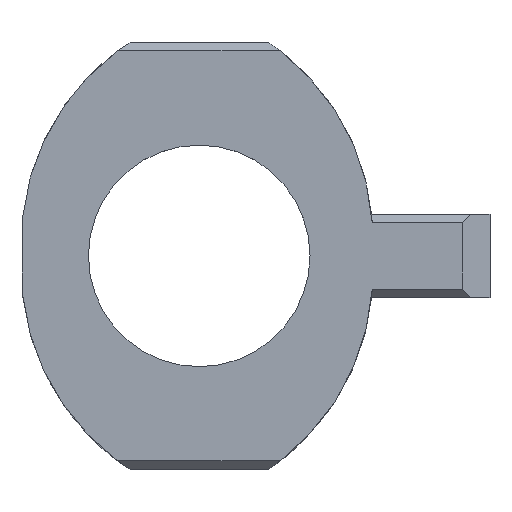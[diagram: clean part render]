
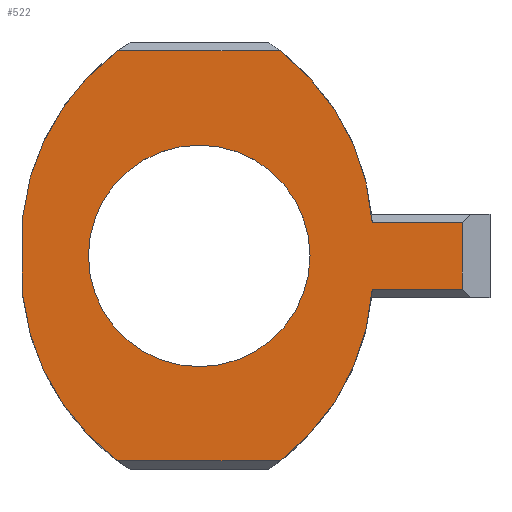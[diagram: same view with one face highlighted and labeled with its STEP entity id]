
A CAD part, top view. The second image highlights one B-rep face of the part: STEP entity #522.
In plain terms, the highlighted planar face has unit normal (0, 0, 1).
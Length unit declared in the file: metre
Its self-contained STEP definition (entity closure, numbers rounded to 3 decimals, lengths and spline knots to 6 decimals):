
#47=LINE('',#915,#82);
#48=LINE('',#918,#83);
#49=LINE('',#919,#84);
#50=LINE('',#920,#85);
#51=LINE('',#921,#86);
#82=VECTOR('',#728,1.);
#83=VECTOR('',#729,1.);
#84=VECTOR('',#730,1.);
#85=VECTOR('',#731,1.);
#86=VECTOR('',#732,1.);
#98=PLANE('',#594);
#115=CIRCLE('',#561,0.017);
#117=CIRCLE('',#567,0.017);
#120=CIRCLE('',#574,0.017);
#124=CIRCLE('',#585,0.017);
#128=CIRCLE('',#593,0.008);
#201=ORIENTED_EDGE('',*,*,#325,.F.);
#202=ORIENTED_EDGE('',*,*,#326,.T.);
#203=ORIENTED_EDGE('',*,*,#327,.T.);
#204=ORIENTED_EDGE('',*,*,#320,.F.);
#205=ORIENTED_EDGE('',*,*,#328,.T.);
#206=ORIENTED_EDGE('',*,*,#283,.F.);
#207=ORIENTED_EDGE('',*,*,#289,.T.);
#208=ORIENTED_EDGE('',*,*,#329,.T.);
#209=ORIENTED_EDGE('',*,*,#298,.T.);
#210=ORIENTED_EDGE('',*,*,#330,.T.);
#283=EDGE_CURVE('',#351,#352,#115,.T.);
#289=EDGE_CURVE('',#351,#356,#117,.T.);
#298=EDGE_CURVE('',#364,#363,#120,.T.);
#320=EDGE_CURVE('',#380,#381,#124,.T.);
#325=EDGE_CURVE('',#385,#385,#128,.T.);
#326=EDGE_CURVE('',#386,#387,#47,.T.);
#327=EDGE_CURVE('',#387,#381,#48,.T.);
#328=EDGE_CURVE('',#380,#352,#49,.T.);
#329=EDGE_CURVE('',#356,#364,#50,.T.);
#330=EDGE_CURVE('',#363,#386,#51,.T.);
#351=VERTEX_POINT('',#826);
#352=VERTEX_POINT('',#828);
#356=VERTEX_POINT('',#838);
#363=VERTEX_POINT('',#856);
#364=VERTEX_POINT('',#858);
#380=VERTEX_POINT('',#899);
#381=VERTEX_POINT('',#901);
#385=VERTEX_POINT('',#913);
#386=VERTEX_POINT('',#916);
#387=VERTEX_POINT('',#917);
#419=EDGE_LOOP('',(#201));
#420=EDGE_LOOP('',(#202,#203,#204,#205,#206,#207,#208,#209,#210));
#470=FACE_BOUND('',#419,.T.);
#471=FACE_BOUND('',#420,.T.);
#522=ADVANCED_FACE('',(#470,#471),#98,.T.);
#561=AXIS2_PLACEMENT_3D('',#827,#640,#641);
#567=AXIS2_PLACEMENT_3D('',#839,#653,#654);
#574=AXIS2_PLACEMENT_3D('',#857,#671,#672);
#585=AXIS2_PLACEMENT_3D('',#900,#708,#709);
#593=AXIS2_PLACEMENT_3D('',#912,#724,#725);
#594=AXIS2_PLACEMENT_3D('',#914,#726,#727);
#640=DIRECTION('',(0.,0.,-1.));
#641=DIRECTION('',(1.,0.,0.));
#653=DIRECTION('',(0.,0.,1.));
#654=DIRECTION('',(1.,0.,0.));
#671=DIRECTION('',(0.,0.,1.));
#672=DIRECTION('',(1.,0.,0.));
#708=DIRECTION('',(0.,0.,-1.));
#709=DIRECTION('',(1.,0.,0.));
#724=DIRECTION('',(0.,0.,1.));
#725=DIRECTION('',(1.,0.,0.));
#726=DIRECTION('',(0.,0.,1.));
#727=DIRECTION('',(1.,0.,0.));
#728=DIRECTION('',(0.,1.,0.));
#729=DIRECTION('',(-1.,0.,0.));
#730=DIRECTION('',(-1.,0.,0.));
#731=DIRECTION('',(1.,0.,0.));
#732=DIRECTION('',(1.,0.,0.));
#826=CARTESIAN_POINT('',(-0.0128,0.,0.009));
#827=CARTESIAN_POINT('',(0.004166,0.001082,0.009));
#828=CARTESIAN_POINT('',(-0.005876,0.0148,0.009));
#838=CARTESIAN_POINT('',(-0.005876,-0.0148,0.009));
#839=CARTESIAN_POINT('',(0.004166,-0.001082,0.009));
#856=CARTESIAN_POINT('',(0.012494,-0.0024,0.009));
#857=CARTESIAN_POINT('',(-0.004469,-0.001282,0.009));
#858=CARTESIAN_POINT('',(0.005838,-0.0148,0.009));
#899=CARTESIAN_POINT('',(0.005838,0.0148,0.009));
#900=CARTESIAN_POINT('',(-0.004469,0.001282,0.009));
#901=CARTESIAN_POINT('',(0.012494,0.0024,0.009));
#912=CARTESIAN_POINT('',(0.,0.,0.009));
#913=CARTESIAN_POINT('',(0.008,0.,0.009));
#914=CARTESIAN_POINT('',(0.004083,0.,0.009));
#915=CARTESIAN_POINT('',(0.019,0.,0.009));
#916=CARTESIAN_POINT('',(0.019,-0.0024,0.009));
#917=CARTESIAN_POINT('',(0.019,0.0024,0.009));
#918=CARTESIAN_POINT('',(0.012443,0.0024,0.009));
#919=CARTESIAN_POINT('',(0.004083,0.0148,0.009));
#920=CARTESIAN_POINT('',(0.005,-0.0148,0.009));
#921=CARTESIAN_POINT('',(0.004083,-0.0024,0.009));
